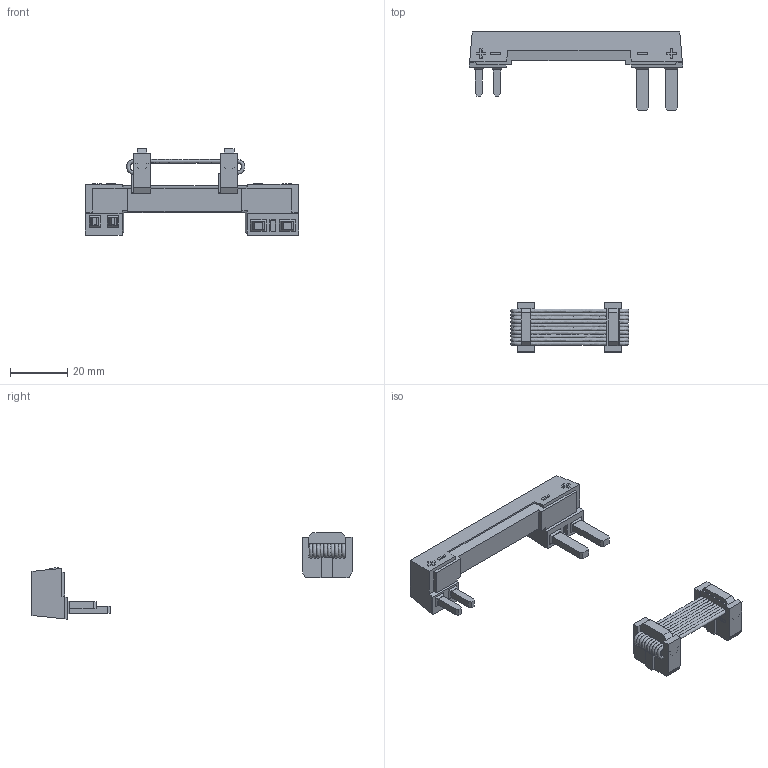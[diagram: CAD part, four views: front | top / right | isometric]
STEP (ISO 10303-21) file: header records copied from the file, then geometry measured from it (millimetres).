
FILE_DESCRIPTION(/* description */ (''),/* implementation_level */ '2;1');
FILE_NAME(/* name */ '6EP4990-8KK10-0XU0_3d.stp',/* time_stamp */ '2025-01-30T09:27:43+02:00',/* author */ (''),/* organization */ (''),/* preprocessor_version */ 'ST-DEVELOPER v18.102',/* originating_system */ 'SIEMENS PLM Software NX 2023',/* authorisation */ '');
FILE_SCHEMA (('AUTOMOTIVE_DESIGN { 1 0 10303 214 3 1 1 1 }'));
Products named in the file (1): A5E53475805T_RS-AA_001_3-6EP4990-8KK10-0XU0-low
Bounding box: 74.86 x 112.13 x 30.23 mm (x, y, z)
Volume: 13097.3 mm3; surface area: 16076.8 mm2
Topology: 35 solids, 42 shells, 1419 faces, 3799 edges, 2478 vertices
Faces by surface type: plane 1128, cylinder 249, bspline 26, extrusion 16
Full cylindrical faces by diameter (mm): 3 x1
Entity records: 65911 total; most frequent: CARTESIAN_POINT 21398, ORIENTED_EDGE 7566, DIRECTION 6956, EDGE_CURVE 3783, VECTOR 3176, LINE 3160, VERTEX_POINT 2477, AXIS2_PLACEMENT_3D 1890
